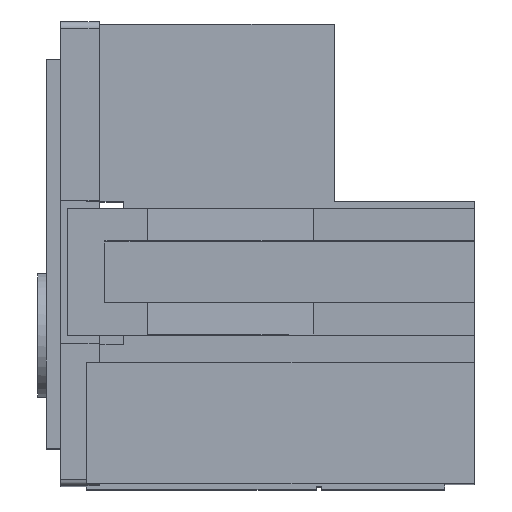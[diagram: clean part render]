
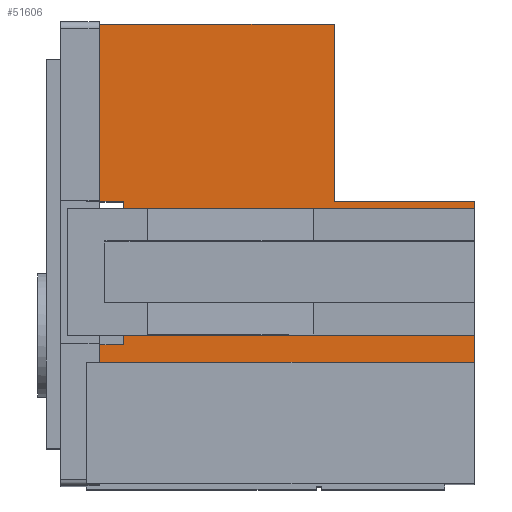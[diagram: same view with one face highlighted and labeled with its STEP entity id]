
A CAD part, top view. The second image highlights one B-rep face of the part: STEP entity #51606.
In plain terms, the highlighted planar face has unit normal (0, 0, 1).
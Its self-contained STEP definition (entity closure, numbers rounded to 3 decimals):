
#1311 = LINE ( 'NONE', #33481, #79086 ) ;
#1511 = VERTEX_POINT ( 'NONE', #8009 ) ;
#2587 = CARTESIAN_POINT ( 'NONE',  ( 0., 21.8, 31.325 ) ) ;
#3103 = CARTESIAN_POINT ( 'NONE',  ( 0., 5.75, 31.325 ) ) ;
#3296 = ORIENTED_EDGE ( 'NONE', *, *, #48759, .T. ) ;
#3611 = DIRECTION ( 'NONE',  ( 0., 1., 0. ) ) ;
#6122 = DIRECTION ( 'NONE',  ( 0., 1., 0. ) ) ;
#6732 = DIRECTION ( 'NONE',  ( 1., 0., 0. ) ) ;
#8009 = CARTESIAN_POINT ( 'NONE',  ( 1.75, 13.4, 31.325 ) ) ;
#8361 = CARTESIAN_POINT ( 'NONE',  ( 18.4, 13.05, 31.325 ) ) ;
#8381 = DIRECTION ( 'NONE',  ( 1., 0., 0. ) ) ;
#10639 = EDGE_CURVE ( 'NONE', #75670, #82137, #63383, .T. ) ;
#12384 = CARTESIAN_POINT ( 'NONE',  ( 0., 6.6, 31.325 ) ) ;
#12709 = EDGE_CURVE ( 'NONE', #62585, #34082, #64422, .T. ) ;
#13175 = CARTESIAN_POINT ( 'NONE',  ( 1.75, 13.4, 31.325 ) ) ;
#13407 = CARTESIAN_POINT ( 'NONE',  ( 18.4, 13.05, 31.325 ) ) ;
#14114 = ORIENTED_EDGE ( 'NONE', *, *, #32806, .T. ) ;
#16254 = DIRECTION ( 'NONE',  ( 1., 0., 0. ) ) ;
#16771 = DIRECTION ( 'NONE',  ( 1., 0., 0. ) ) ;
#16887 = CARTESIAN_POINT ( 'NONE',  ( 0., 5.75, 31.325 ) ) ;
#17870 = ORIENTED_EDGE ( 'NONE', *, *, #34542, .T. ) ;
#17928 = CARTESIAN_POINT ( 'NONE',  ( 1.75, 6.6, 31.325 ) ) ;
#19314 = AXIS2_PLACEMENT_3D ( 'NONE', #55915, #30052, #35498 ) ;
#19407 = VERTEX_POINT ( 'NONE', #61387 ) ;
#20177 = LINE ( 'NONE', #46106, #44959 ) ;
#20913 = CARTESIAN_POINT ( 'NONE',  ( 18.4, 13.4, 31.325 ) ) ;
#21027 = DIRECTION ( 'NONE',  ( 0., -1., 0. ) ) ;
#21506 = LINE ( 'NONE', #72100, #75176 ) ;
#22082 = EDGE_CURVE ( 'NONE', #75670, #1511, #57912, .T. ) ;
#22954 = PLANE ( 'NONE',  #19314 ) ;
#23370 = EDGE_CURVE ( 'NONE', #44112, #34082, #1311, .T. ) ;
#23848 = LINE ( 'NONE', #43490, #63380 ) ;
#24528 = CARTESIAN_POINT ( 'NONE',  ( 1.75, 6.6, 31.325 ) ) ;
#24529 = VECTOR ( 'NONE', #62437, 1000. ) ;
#24609 = FACE_OUTER_BOUND ( 'NONE', #61551, .T. ) ;
#26261 = VERTEX_POINT ( 'NONE', #3103 ) ;
#26469 = ORIENTED_EDGE ( 'NONE', *, *, #51415, .T. ) ;
#27447 = EDGE_CURVE ( 'NONE', #26261, #82137, #60251, .T. ) ;
#29437 = LINE ( 'NONE', #16887, #24529 ) ;
#30052 = DIRECTION ( 'NONE',  ( 0., 0., -1. ) ) ;
#30559 = CARTESIAN_POINT ( 'NONE',  ( 11.75, 13.4, 31.325 ) ) ;
#31769 = EDGE_CURVE ( 'NONE', #77371, #56408, #21506, .T. ) ;
#32806 = EDGE_CURVE ( 'NONE', #26261, #44112, #29437, .T. ) ;
#33203 = CARTESIAN_POINT ( 'NONE',  ( 0., 13.4, 31.325 ) ) ;
#33481 = CARTESIAN_POINT ( 'NONE',  ( 18.4, 21.8, 31.325 ) ) ;
#33863 = LINE ( 'NONE', #8361, #44681 ) ;
#34082 = VERTEX_POINT ( 'NONE', #48429 ) ;
#34542 = EDGE_CURVE ( 'NONE', #77747, #19407, #46315, .T. ) ;
#35180 = CARTESIAN_POINT ( 'NONE',  ( 15.07, 13.05, 31.325 ) ) ;
#35498 = DIRECTION ( 'NONE',  ( -1., 0., 0. ) ) ;
#36306 = ORIENTED_EDGE ( 'NONE', *, *, #27447, .F. ) ;
#36453 = ORIENTED_EDGE ( 'NONE', *, *, #10639, .T. ) ;
#36812 = DIRECTION ( 'NONE',  ( 0., 1., 0. ) ) ;
#36857 = ORIENTED_EDGE ( 'NONE', *, *, #12709, .F. ) ;
#40650 = VECTOR ( 'NONE', #3611, 1000. ) ;
#40700 = VECTOR ( 'NONE', #45067, 1000. ) ;
#40825 = CARTESIAN_POINT ( 'NONE',  ( 15.07, 7.05, 31.325 ) ) ;
#42746 = VERTEX_POINT ( 'NONE', #35180 ) ;
#43490 = CARTESIAN_POINT ( 'NONE',  ( 0., 21.8, 31.325 ) ) ;
#43726 = DIRECTION ( 'NONE',  ( -1., 0., 0. ) ) ;
#44112 = VERTEX_POINT ( 'NONE', #46265 ) ;
#44252 = ORIENTED_EDGE ( 'NONE', *, *, #31769, .F. ) ;
#44681 = VECTOR ( 'NONE', #16254, 1000. ) ;
#44959 = VECTOR ( 'NONE', #21027, 1000. ) ;
#45026 = CARTESIAN_POINT ( 'NONE',  ( 1.75, 13.4, 31.325 ) ) ;
#45067 = DIRECTION ( 'NONE',  ( 0., 1., 0. ) ) ;
#46106 = CARTESIAN_POINT ( 'NONE',  ( 11.75, 13.4, 31.325 ) ) ;
#46265 = CARTESIAN_POINT ( 'NONE',  ( 18.4, 5.75, 31.325 ) ) ;
#46315 = LINE ( 'NONE', #78115, #40700 ) ;
#48429 = CARTESIAN_POINT ( 'NONE',  ( 18.4, 7.05, 31.325 ) ) ;
#48759 = EDGE_CURVE ( 'NONE', #62585, #42746, #72613, .T. ) ;
#49318 = EDGE_CURVE ( 'NONE', #72197, #77371, #23848, .T. ) ;
#50735 = EDGE_CURVE ( 'NONE', #1511, #72197, #51702, .T. ) ;
#50776 = VECTOR ( 'NONE', #43726, 1000. ) ;
#51038 = ORIENTED_EDGE ( 'NONE', *, *, #49318, .F. ) ;
#51415 = EDGE_CURVE ( 'NONE', #42746, #77747, #33863, .T. ) ;
#51483 = VECTOR ( 'NONE', #76424, 1000. ) ;
#51606 = ADVANCED_FACE ( 'NONE', ( #24609 ), #22954, .F. ) ;
#51702 = LINE ( 'NONE', #45026, #51483 ) ;
#52435 = EDGE_CURVE ( 'NONE', #63246, #19407, #54706, .T. ) ;
#53095 = CARTESIAN_POINT ( 'NONE',  ( 11.75, 21.8, 31.325 ) ) ;
#53101 = CARTESIAN_POINT ( 'NONE',  ( 15.07, 7.05, 31.325 ) ) ;
#54191 = ORIENTED_EDGE ( 'NONE', *, *, #23370, .T. ) ;
#54706 = LINE ( 'NONE', #20913, #72829 ) ;
#55915 = CARTESIAN_POINT ( 'NONE',  ( 0., 21.8, 31.325 ) ) ;
#56039 = EDGE_CURVE ( 'NONE', #56408, #63246, #20177, .T. ) ;
#56408 = VERTEX_POINT ( 'NONE', #53095 ) ;
#57912 = LINE ( 'NONE', #13175, #72338 ) ;
#58616 = ORIENTED_EDGE ( 'NONE', *, *, #56039, .F. ) ;
#59556 = ORIENTED_EDGE ( 'NONE', *, *, #50735, .F. ) ;
#60251 = LINE ( 'NONE', #2587, #66938 ) ;
#61387 = CARTESIAN_POINT ( 'NONE',  ( 18.4, 13.4, 31.325 ) ) ;
#61551 = EDGE_LOOP ( 'NONE', ( #51038, #59556, #65430, #36453, #36306, #14114, #54191, #36857, #3296, #26469, #17870, #79097, #58616, #44252 ) ) ;
#62437 = DIRECTION ( 'NONE',  ( 1., 0., 0. ) ) ;
#62585 = VERTEX_POINT ( 'NONE', #69617 ) ;
#62877 = CARTESIAN_POINT ( 'NONE',  ( 0., 21.8, 31.325 ) ) ;
#63246 = VERTEX_POINT ( 'NONE', #30559 ) ;
#63380 = VECTOR ( 'NONE', #36812, 1000. ) ;
#63383 = LINE ( 'NONE', #24528, #50776 ) ;
#64422 = LINE ( 'NONE', #53101, #80342 ) ;
#65430 = ORIENTED_EDGE ( 'NONE', *, *, #22082, .F. ) ;
#66938 = VECTOR ( 'NONE', #73625, 1000. ) ;
#69617 = CARTESIAN_POINT ( 'NONE',  ( 15.07, 7.05, 31.325 ) ) ;
#72100 = CARTESIAN_POINT ( 'NONE',  ( 0., 21.8, 31.325 ) ) ;
#72197 = VERTEX_POINT ( 'NONE', #33203 ) ;
#72338 = VECTOR ( 'NONE', #6122, 1000. ) ;
#72613 = LINE ( 'NONE', #40825, #40650 ) ;
#72829 = VECTOR ( 'NONE', #8381, 1000. ) ;
#73625 = DIRECTION ( 'NONE',  ( 0., 1., 0. ) ) ;
#75176 = VECTOR ( 'NONE', #16771, 1000. ) ;
#75670 = VERTEX_POINT ( 'NONE', #17928 ) ;
#76424 = DIRECTION ( 'NONE',  ( -1., 0., 0. ) ) ;
#77371 = VERTEX_POINT ( 'NONE', #62877 ) ;
#77383 = DIRECTION ( 'NONE',  ( 0., 1., 0. ) ) ;
#77747 = VERTEX_POINT ( 'NONE', #13407 ) ;
#78115 = CARTESIAN_POINT ( 'NONE',  ( 18.4, 13.05, 31.325 ) ) ;
#79086 = VECTOR ( 'NONE', #77383, 1000. ) ;
#79097 = ORIENTED_EDGE ( 'NONE', *, *, #52435, .F. ) ;
#80342 = VECTOR ( 'NONE', #6732, 1000. ) ;
#82137 = VERTEX_POINT ( 'NONE', #12384 ) ;
